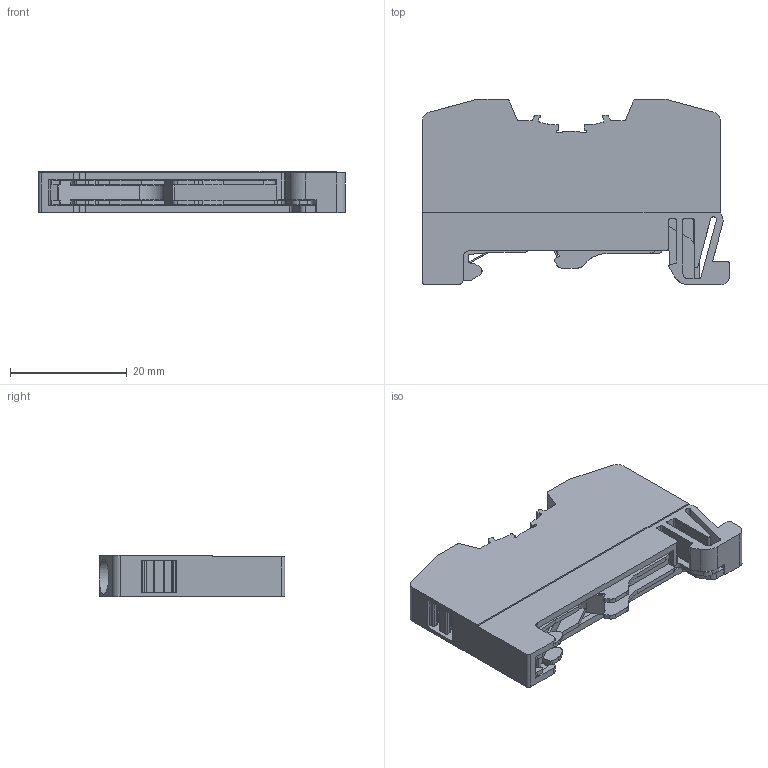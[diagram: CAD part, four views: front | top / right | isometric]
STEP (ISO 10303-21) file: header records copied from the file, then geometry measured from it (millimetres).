
FILE_DESCRIPTION (( 'STEP AP203' ), '1' );
FILE_NAME ('OPK 4 - Topraklamalý.STEP', '2019-12-27T06:14:01', ( '' ), ( '' ), 'SwSTEP 2.0', 'SolidWorks 2011', '' );
FILE_SCHEMA (( 'CONFIG_CONTROL_DESIGN' ));
Length unit declared in the file: millimetre
Products named in the file (1): OPK 4 - Topraklamalý
Bounding box: 52.6 x 31.8 x 7.1 mm (x, y, z)
Volume: 8309.1 mm3; surface area: 5854.7 mm2
Topology: 1 solids, 1 shells, 520 faces, 1528 edges, 1012 vertices
Faces by surface type: plane 302, cylinder 218
Entity records: 18734 total; most frequent: CARTESIAN_POINT 5588, ORIENTED_EDGE 3056, DIRECTION 2225, EDGE_CURVE 1528, LINE 1019, VECTOR 1019, VERTEX_POINT 1012, AXIS2_PLACEMENT_3D 603
